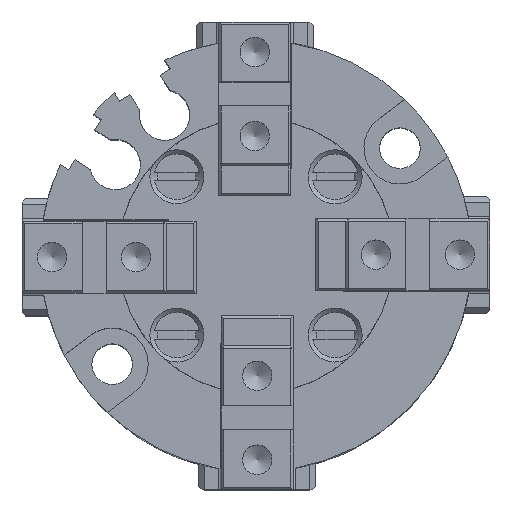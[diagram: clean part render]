
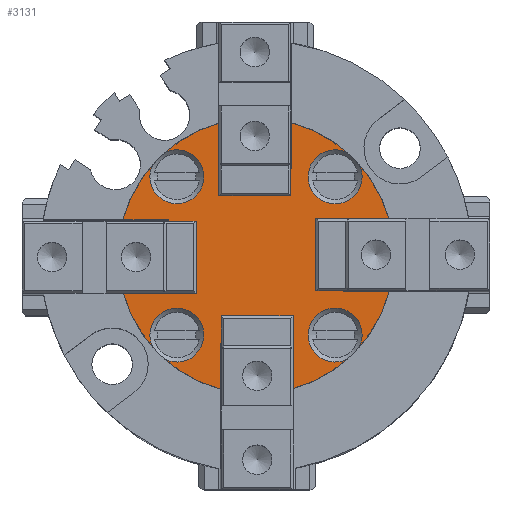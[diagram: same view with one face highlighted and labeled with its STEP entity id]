
A CAD part, top view. The second image highlights one B-rep face of the part: STEP entity #3131.
In plain terms, the highlighted planar face has unit normal (0, 0, 1).
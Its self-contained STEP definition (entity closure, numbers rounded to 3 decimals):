
#347=LINE('',#5347,#639);
#348=LINE('',#5349,#640);
#349=LINE('',#5351,#641);
#350=LINE('',#5356,#642);
#351=LINE('',#5358,#643);
#352=LINE('',#5359,#644);
#353=LINE('',#5361,#645);
#354=LINE('',#5363,#646);
#355=LINE('',#5364,#647);
#356=LINE('',#5366,#648);
#357=LINE('',#5368,#649);
#358=LINE('',#5369,#650);
#639=VECTOR('',#4339,10.);
#640=VECTOR('',#4340,10.);
#641=VECTOR('',#4341,10.);
#642=VECTOR('',#4346,10.);
#643=VECTOR('',#4347,10.);
#644=VECTOR('',#4348,10.);
#645=VECTOR('',#4349,10.);
#646=VECTOR('',#4350,10.);
#647=VECTOR('',#4351,10.);
#648=VECTOR('',#4352,10.);
#649=VECTOR('',#4353,10.);
#650=VECTOR('',#4354,10.);
#786=PLANE('',#3522);
#1004=FACE_OUTER_BOUND('',#1221,.T.);
#1221=EDGE_LOOP('',(#2795,#2796,#2797,#2798,#2799,#2800,#2801,#2802,#2803,
#2804,#2805,#2806,#2807,#2808,#2809,#2810,#2811,#2812,#2813,#2814,#2815,
#2816,#2817,#2818));
#1342=CIRCLE('',#3491,2.25);
#1345=CIRCLE('',#3496,2.25);
#1348=CIRCLE('',#3501,2.25);
#1351=CIRCLE('',#3506,11.5);
#1353=CIRCLE('',#3508,11.5);
#1354=CIRCLE('',#3510,11.5);
#1356=CIRCLE('',#3512,11.5);
#1357=CIRCLE('',#3514,11.5);
#1359=CIRCLE('',#3516,11.5);
#1360=CIRCLE('',#3518,2.25);
#1363=CIRCLE('',#3523,11.5);
#1364=CIRCLE('',#3524,11.5);
#1605=VERTEX_POINT('',#5256);
#1606=VERTEX_POINT('',#5257);
#1609=VERTEX_POINT('',#5271);
#1610=VERTEX_POINT('',#5272);
#1613=VERTEX_POINT('',#5286);
#1614=VERTEX_POINT('',#5287);
#1617=VERTEX_POINT('',#5301);
#1620=VERTEX_POINT('',#5307);
#1621=VERTEX_POINT('',#5311);
#1624=VERTEX_POINT('',#5317);
#1625=VERTEX_POINT('',#5321);
#1628=VERTEX_POINT('',#5327);
#1629=VERTEX_POINT('',#5331);
#1630=VERTEX_POINT('',#5332);
#1633=VERTEX_POINT('',#5346);
#1634=VERTEX_POINT('',#5348);
#1635=VERTEX_POINT('',#5350);
#1636=VERTEX_POINT('',#5353);
#1637=VERTEX_POINT('',#5355);
#1638=VERTEX_POINT('',#5357);
#1639=VERTEX_POINT('',#5360);
#1640=VERTEX_POINT('',#5362);
#1641=VERTEX_POINT('',#5365);
#1642=VERTEX_POINT('',#5367);
#2003=EDGE_CURVE('',#1606,#1605,#1342,.T.);
#2007=EDGE_CURVE('',#1610,#1609,#1345,.T.);
#2011=EDGE_CURVE('',#1614,#1613,#1348,.T.);
#2014=EDGE_CURVE('',#1617,#1606,#1351,.T.);
#2018=EDGE_CURVE('',#1605,#1620,#1353,.T.);
#2019=EDGE_CURVE('',#1621,#1610,#1354,.T.);
#2023=EDGE_CURVE('',#1609,#1624,#1356,.T.);
#2024=EDGE_CURVE('',#1625,#1614,#1357,.T.);
#2028=EDGE_CURVE('',#1613,#1628,#1359,.T.);
#2030=EDGE_CURVE('',#1630,#1629,#1360,.T.);
#2033=EDGE_CURVE('',#1620,#1633,#347,.T.);
#2034=EDGE_CURVE('',#1633,#1634,#348,.T.);
#2035=EDGE_CURVE('',#1634,#1635,#349,.T.);
#2036=EDGE_CURVE('',#1635,#1630,#1363,.T.);
#2037=EDGE_CURVE('',#1629,#1636,#1364,.T.);
#2038=EDGE_CURVE('',#1636,#1637,#350,.T.);
#2039=EDGE_CURVE('',#1637,#1638,#351,.T.);
#2040=EDGE_CURVE('',#1638,#1625,#352,.T.);
#2041=EDGE_CURVE('',#1628,#1639,#353,.T.);
#2042=EDGE_CURVE('',#1639,#1640,#354,.T.);
#2043=EDGE_CURVE('',#1640,#1621,#355,.T.);
#2044=EDGE_CURVE('',#1624,#1641,#356,.T.);
#2045=EDGE_CURVE('',#1641,#1642,#357,.T.);
#2046=EDGE_CURVE('',#1642,#1617,#358,.T.);
#2795=ORIENTED_EDGE('',*,*,#2003,.T.);
#2796=ORIENTED_EDGE('',*,*,#2018,.T.);
#2797=ORIENTED_EDGE('',*,*,#2033,.T.);
#2798=ORIENTED_EDGE('',*,*,#2034,.T.);
#2799=ORIENTED_EDGE('',*,*,#2035,.T.);
#2800=ORIENTED_EDGE('',*,*,#2036,.T.);
#2801=ORIENTED_EDGE('',*,*,#2030,.T.);
#2802=ORIENTED_EDGE('',*,*,#2037,.T.);
#2803=ORIENTED_EDGE('',*,*,#2038,.T.);
#2804=ORIENTED_EDGE('',*,*,#2039,.T.);
#2805=ORIENTED_EDGE('',*,*,#2040,.T.);
#2806=ORIENTED_EDGE('',*,*,#2024,.T.);
#2807=ORIENTED_EDGE('',*,*,#2011,.T.);
#2808=ORIENTED_EDGE('',*,*,#2028,.T.);
#2809=ORIENTED_EDGE('',*,*,#2041,.T.);
#2810=ORIENTED_EDGE('',*,*,#2042,.T.);
#2811=ORIENTED_EDGE('',*,*,#2043,.T.);
#2812=ORIENTED_EDGE('',*,*,#2019,.T.);
#2813=ORIENTED_EDGE('',*,*,#2007,.T.);
#2814=ORIENTED_EDGE('',*,*,#2023,.T.);
#2815=ORIENTED_EDGE('',*,*,#2044,.T.);
#2816=ORIENTED_EDGE('',*,*,#2045,.T.);
#2817=ORIENTED_EDGE('',*,*,#2046,.T.);
#2818=ORIENTED_EDGE('',*,*,#2014,.T.);
#3131=ADVANCED_FACE('',(#1004),#786,.T.);
#3491=AXIS2_PLACEMENT_3D('',#5264,#4269,#4270);
#3496=AXIS2_PLACEMENT_3D('',#5279,#4279,#4280);
#3501=AXIS2_PLACEMENT_3D('',#5294,#4289,#4290);
#3506=AXIS2_PLACEMENT_3D('',#5302,#4299,#4300);
#3508=AXIS2_PLACEMENT_3D('',#5309,#4305,#4306);
#3510=AXIS2_PLACEMENT_3D('',#5312,#4309,#4310);
#3512=AXIS2_PLACEMENT_3D('',#5319,#4315,#4316);
#3514=AXIS2_PLACEMENT_3D('',#5322,#4319,#4320);
#3516=AXIS2_PLACEMENT_3D('',#5329,#4325,#4326);
#3518=AXIS2_PLACEMENT_3D('',#5339,#4329,#4330);
#3522=AXIS2_PLACEMENT_3D('',#5345,#4337,#4338);
#3523=AXIS2_PLACEMENT_3D('',#5352,#4342,#4343);
#3524=AXIS2_PLACEMENT_3D('',#5354,#4344,#4345);
#4269=DIRECTION('center_axis',(0.,0.,-1.));
#4270=DIRECTION('ref_axis',(0.,-1.,0.));
#4279=DIRECTION('center_axis',(0.,0.,-1.));
#4280=DIRECTION('ref_axis',(-1.,0.,0.));
#4289=DIRECTION('center_axis',(0.,0.,-1.));
#4290=DIRECTION('ref_axis',(0.,1.,0.));
#4299=DIRECTION('center_axis',(0.,0.,1.));
#4300=DIRECTION('ref_axis',(-0.965,-0.261,0.));
#4305=DIRECTION('center_axis',(0.,0.,1.));
#4306=DIRECTION('ref_axis',(-0.965,-0.261,0.));
#4309=DIRECTION('center_axis',(0.,0.,1.));
#4310=DIRECTION('ref_axis',(-0.261,0.965,0.));
#4315=DIRECTION('center_axis',(0.,0.,1.));
#4316=DIRECTION('ref_axis',(-0.261,0.965,0.));
#4319=DIRECTION('center_axis',(0.,0.,1.));
#4320=DIRECTION('ref_axis',(0.965,0.261,0.));
#4325=DIRECTION('center_axis',(0.,0.,1.));
#4326=DIRECTION('ref_axis',(0.965,0.261,0.));
#4329=DIRECTION('center_axis',(0.,0.,-1.));
#4330=DIRECTION('ref_axis',(1.,0.,0.));
#4337=DIRECTION('center_axis',(0.,0.,1.));
#4338=DIRECTION('ref_axis',(1.,0.,0.));
#4339=DIRECTION('',(0.,-1.,0.));
#4340=DIRECTION('',(-1.,0.,0.));
#4341=DIRECTION('',(0.,1.,0.));
#4342=DIRECTION('center_axis',(0.,0.,1.));
#4343=DIRECTION('ref_axis',(0.261,-0.965,0.));
#4344=DIRECTION('center_axis',(0.,0.,1.));
#4345=DIRECTION('ref_axis',(0.261,-0.965,0.));
#4346=DIRECTION('',(1.,0.,0.));
#4347=DIRECTION('',(0.,-1.,0.));
#4348=DIRECTION('',(-1.,0.,0.));
#4349=DIRECTION('',(0.,1.,0.));
#4350=DIRECTION('',(1.,0.,0.));
#4351=DIRECTION('',(0.,-1.,0.));
#4352=DIRECTION('',(-1.,0.,0.));
#4353=DIRECTION('',(0.,1.,0.));
#4354=DIRECTION('',(1.,0.,0.));
#5256=CARTESIAN_POINT('',(7.64,8.595,2.));
#5257=CARTESIAN_POINT('',(8.595,7.64,2.));
#5264=CARTESIAN_POINT('Origin',(6.6,6.6,2.));
#5271=CARTESIAN_POINT('',(8.595,-7.64,2.));
#5272=CARTESIAN_POINT('',(7.64,-8.595,2.));
#5279=CARTESIAN_POINT('Origin',(6.6,-6.6,2.));
#5286=CARTESIAN_POINT('',(-7.64,-8.595,2.));
#5287=CARTESIAN_POINT('',(-8.595,-7.64,2.));
#5294=CARTESIAN_POINT('Origin',(-6.6,-6.6,2.));
#5301=CARTESIAN_POINT('',(11.102,3.,2.));
#5302=CARTESIAN_POINT('Origin',(0.,0.,2.));
#5307=CARTESIAN_POINT('',(3.,11.102,2.));
#5309=CARTESIAN_POINT('Origin',(0.,0.,2.));
#5311=CARTESIAN_POINT('',(3.,-11.102,2.));
#5312=CARTESIAN_POINT('Origin',(0.,0.,2.));
#5317=CARTESIAN_POINT('',(11.102,-3.,2.));
#5319=CARTESIAN_POINT('Origin',(0.,0.,2.));
#5321=CARTESIAN_POINT('',(-11.102,-3.,2.));
#5322=CARTESIAN_POINT('Origin',(0.,0.,2.));
#5327=CARTESIAN_POINT('',(-3.,-11.102,2.));
#5329=CARTESIAN_POINT('Origin',(0.,0.,2.));
#5331=CARTESIAN_POINT('',(-8.595,7.64,2.));
#5332=CARTESIAN_POINT('',(-7.64,8.595,2.));
#5339=CARTESIAN_POINT('Origin',(-6.6,6.6,2.));
#5345=CARTESIAN_POINT('Origin',(0.,0.,
2.));
#5346=CARTESIAN_POINT('',(3.,7.3,2.));
#5347=CARTESIAN_POINT('',(3.,7.3,2.));
#5348=CARTESIAN_POINT('',(-3.,7.3,2.));
#5349=CARTESIAN_POINT('',(-3.,7.3,2.));
#5350=CARTESIAN_POINT('',(-3.,11.102,2.));
#5351=CARTESIAN_POINT('',(-3.,11.102,2.));
#5352=CARTESIAN_POINT('Origin',(0.,0.,2.));
#5353=CARTESIAN_POINT('',(-11.102,3.,2.));
#5354=CARTESIAN_POINT('Origin',(0.,0.,2.));
#5355=CARTESIAN_POINT('',(-7.3,3.,2.));
#5356=CARTESIAN_POINT('',(-7.3,3.,2.));
#5357=CARTESIAN_POINT('',(-7.3,-3.,2.));
#5358=CARTESIAN_POINT('',(-7.3,-3.,2.));
#5359=CARTESIAN_POINT('',(-11.102,-3.,2.));
#5360=CARTESIAN_POINT('',(-3.,-7.3,2.));
#5361=CARTESIAN_POINT('',(-3.,-7.3,2.));
#5362=CARTESIAN_POINT('',(3.,-7.3,2.));
#5363=CARTESIAN_POINT('',(3.,-7.3,2.));
#5364=CARTESIAN_POINT('',(3.,-11.102,2.));
#5365=CARTESIAN_POINT('',(7.3,-3.,2.));
#5366=CARTESIAN_POINT('',(7.3,-3.,2.));
#5367=CARTESIAN_POINT('',(7.3,3.,2.));
#5368=CARTESIAN_POINT('',(7.3,3.,2.));
#5369=CARTESIAN_POINT('',(11.102,3.,2.));
